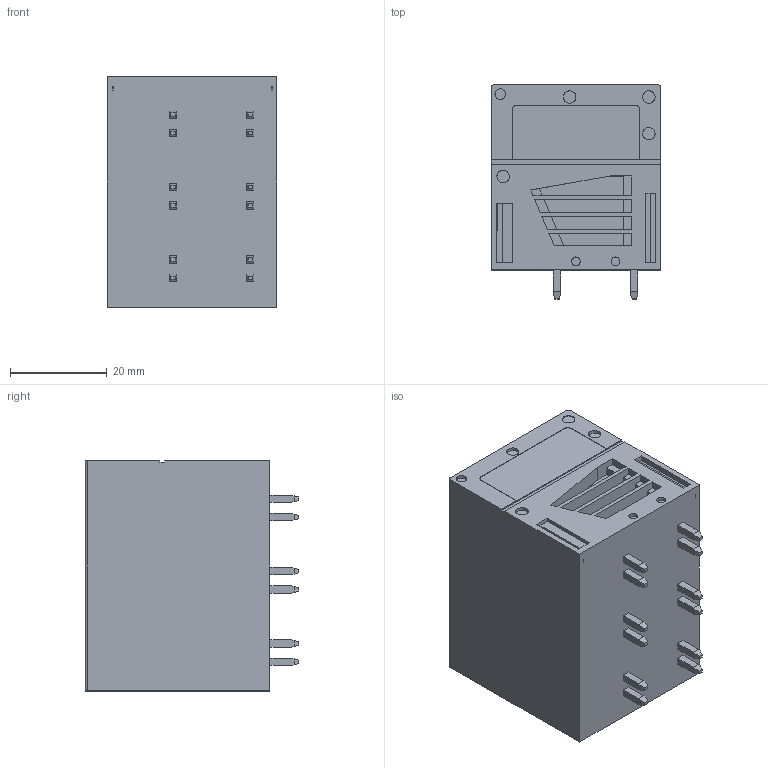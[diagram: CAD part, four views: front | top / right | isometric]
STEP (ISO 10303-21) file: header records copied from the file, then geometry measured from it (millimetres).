
FILE_DESCRIPTION((''),'2;1');
FILE_NAME('200055878_1','2022-03-23T',('BYH'),(''),'CREO PARAMETRIC BY PTC INC, 2014350','CREO PARAMETRIC BY PTC INC, 2014350','');
FILE_SCHEMA(('AUTOMOTIVE_DESIGN { 1 0 10303 214 1 1 1 1 }'));
Length unit declared in the file: millimetre
Products named in the file (1): 200055878_1
Bounding box: 35.2 x 44.3 x 47.75 mm (x, y, z)
Volume: 55885.3 mm3; surface area: 14780.1 mm2
Topology: 1 solids, 1 shells, 675 faces, 1826 edges, 1202 vertices
Faces by surface type: plane 402, cylinder 209, extrusion 26, torus 18, bspline 10, sphere 8, cone 2
Entity records: 21856 total; most frequent: CARTESIAN_POINT 4787, ORIENTED_EDGE 3640, DIRECTION 3365, EDGE_CURVE 1820, VECTOR 1259, LINE 1233, VERTEX_POINT 1202, AXIS2_PLACEMENT_3D 1053
